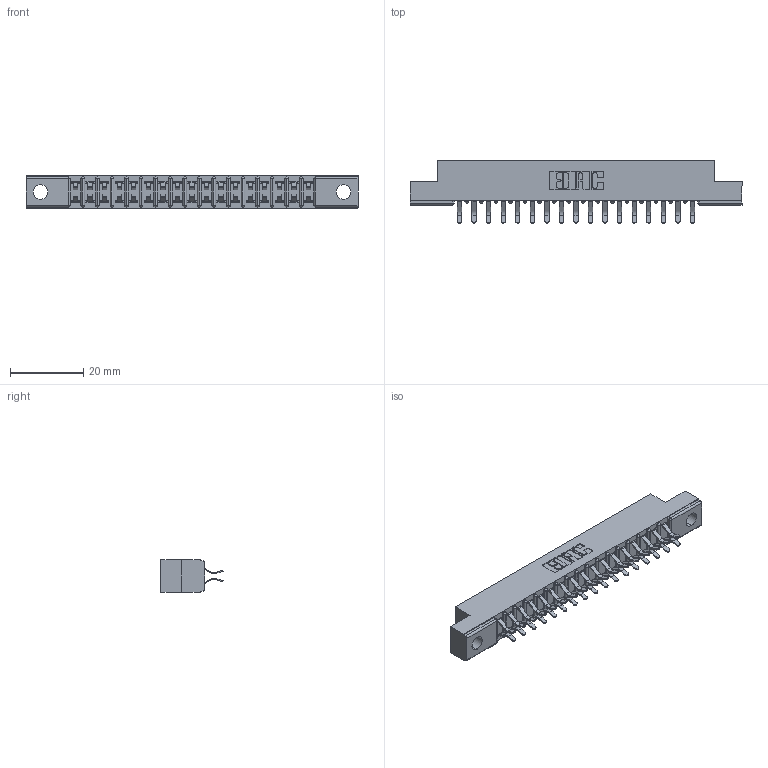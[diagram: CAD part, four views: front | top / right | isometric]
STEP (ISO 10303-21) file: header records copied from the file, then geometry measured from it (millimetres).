
FILE_DESCRIPTION (( 'STEP AP203' ), '1' );
FILE_NAME ('357-034-556-204.STEP', '2018-08-10T03:24:49', ( '' ), ( '' ), 'SwSTEP 2.0', 'SolidWorks 2016', '' );
FILE_SCHEMA (( 'CONFIG_CONTROL_DESIGN' ));
Length unit declared in the file: inch
Products named in the file (3): 307 Part_.156 Dia Mounting Holes; 307-290-001_556; 357-034-556-204
Assembly tree (35 placements, depth 2):
  357-034-556-204
    307 Part_.156 Dia Mounting Holes
    307-290-001_556  x34
Bounding box: 90.37 x 16.97 x 8.71 mm (x, y, z)
Volume: 5799.8 mm3; surface area: 9837.6 mm2
Topology: 35 solids, 35 shells, 1850 faces, 5187 edges, 3362 vertices
Faces by surface type: plane 1206, cylinder 608, sphere 36
Entity records: 18722 total; most frequent: CARTESIAN_POINT 3075, ORIENTED_EDGE 3042, DIRECTION 3015, EDGE_CURVE 1521, LINE 1163, VECTOR 1163, VERTEX_POINT 986, AXIS2_PLACEMENT_3D 926
